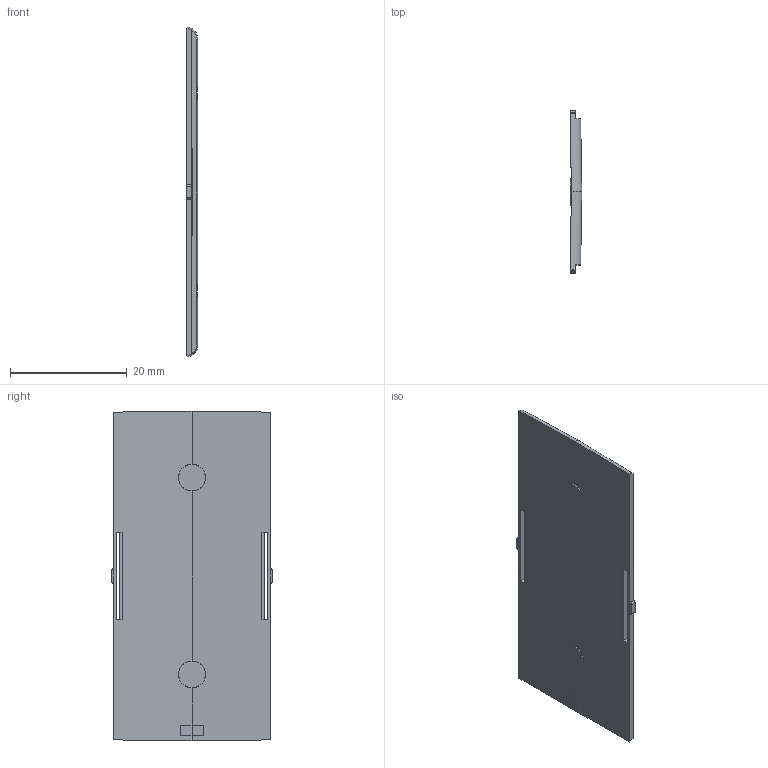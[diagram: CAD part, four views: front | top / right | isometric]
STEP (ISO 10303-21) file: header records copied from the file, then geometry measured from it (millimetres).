
FILE_DESCRIPTION (( 'STEP AP203' ), '1' );
FILE_NAME ('Slider Lid.STEP', '2016-10-25T01:54:28', ( '' ), ( '' ), 'SwSTEP 2.0', 'SolidWorks 2016', '' );
FILE_SCHEMA (( 'CONFIG_CONTROL_DESIGN' ));
Length unit declared in the file: millimetre
Products named in the file (1): Slider Lid
Bounding box: 1.95 x 27.75 x 56.5 mm (x, y, z)
Volume: 2481.6 mm3; surface area: 3408.9 mm2
Topology: 3 solids, 3 shells, 94 faces, 260 edges, 166 vertices
Faces by surface type: plane 78, cylinder 16
Entity records: 3017 total; most frequent: CARTESIAN_POINT 599, ORIENTED_EDGE 520, DIRECTION 444, EDGE_CURVE 260, VECTOR 214, LINE 214, VERTEX_POINT 166, AXIS2_PLACEMENT_3D 115
